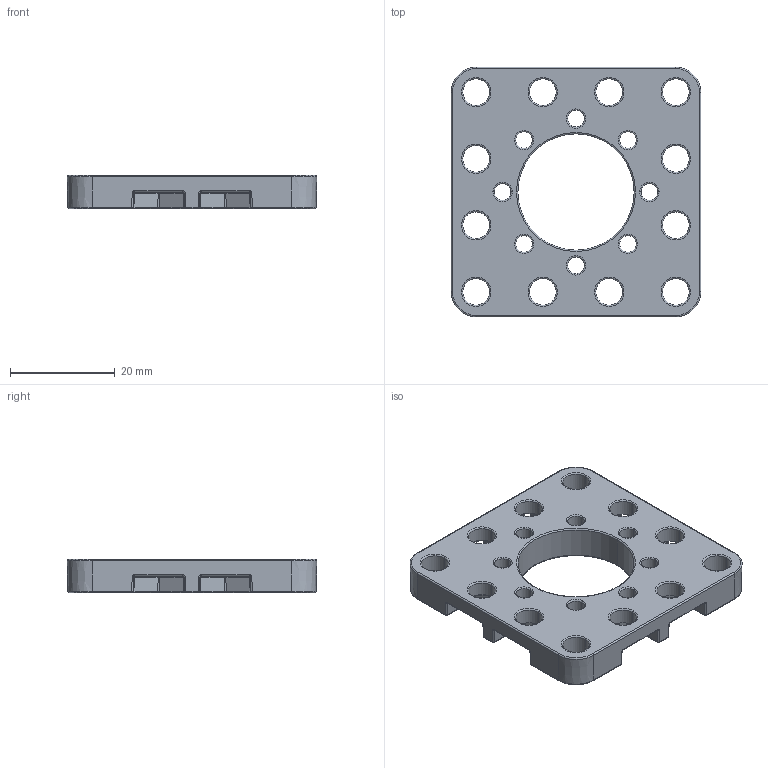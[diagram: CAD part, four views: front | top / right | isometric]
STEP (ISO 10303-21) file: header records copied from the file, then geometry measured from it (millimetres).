
FILE_DESCRIPTION (( 'STEP AP203' ), '1' );
FILE_NAME ('am-5022 RoBits Solo Motor Bearing Mount.STEP', '2023-04-13T14:50:17', ( '' ), ( '' ), 'SwSTEP 2.0', 'SolidWorks 2022', '' );
FILE_SCHEMA (( 'CONFIG_CONTROL_DESIGN' ));
Length unit declared in the file: inch
Products named in the file (1): am-5022 RoBits Solo Motor Bearing Mount
Bounding box: 47.62 x 47.62 x 6.35 mm (x, y, z)
Volume: 8110.3 mm3; surface area: 6260.4 mm2
Topology: 1 solids, 1 shells, 391 faces, 897 edges, 508 vertices
Faces by surface type: cylinder 147, torus 136, plane 46, cone 30, sphere 16, bspline 16
Entity records: 11358 total; most frequent: DIRECTION 2173, CARTESIAN_POINT 2165, ORIENTED_EDGE 1794, AXIS2_PLACEMENT_3D 932, EDGE_CURVE 897, CIRCLE 556, VERTEX_POINT 508, EDGE_LOOP 433
